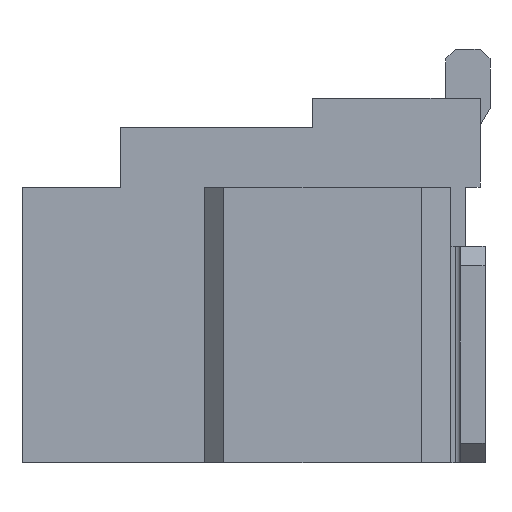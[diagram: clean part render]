
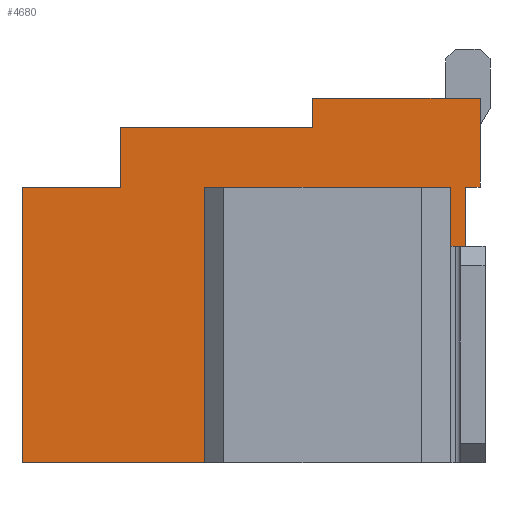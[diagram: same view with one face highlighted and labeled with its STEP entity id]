
A CAD part, left-side view. The second image highlights one B-rep face of the part: STEP entity #4680.
In plain terms, the highlighted planar face has unit normal (-1, 0, 0).
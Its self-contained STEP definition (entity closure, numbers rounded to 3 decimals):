
#37=DIRECTION('',(0.,1.,0.));
#38=VECTOR('',#37,1.7);
#39=CARTESIAN_POINT('',(-3.375,-3.675,2.1));
#40=LINE('',#39,#38);
#593=DIRECTION('',(0.,0.,1.));
#594=VECTOR('',#593,2.8);
#595=CARTESIAN_POINT('',(-3.375,0.975,-1.6));
#596=LINE('',#595,#594);
#941=DIRECTION('',(0.,-1.,0.));
#942=VECTOR('',#941,1.);
#943=CARTESIAN_POINT('',(-3.375,0.975,1.2));
#944=LINE('',#943,#942);
#945=DIRECTION('',(0.,0.,1.));
#946=VECTOR('',#945,0.6);
#947=CARTESIAN_POINT('',(-3.375,-0.025,1.2));
#948=LINE('',#947,#946);
#949=DIRECTION('',(0.,-1.,0.));
#950=VECTOR('',#949,1.95);
#951=CARTESIAN_POINT('',(-3.375,-0.025,1.8));
#952=LINE('',#951,#950);
#953=DIRECTION('',(0.,0.,-1.));
#954=VECTOR('',#953,0.3);
#955=CARTESIAN_POINT('',(-3.375,-1.975,2.1));
#956=LINE('',#955,#954);
#957=DIRECTION('',(0.,1.,0.));
#958=VECTOR('',#957,0.15);
#959=CARTESIAN_POINT('',(-3.375,-3.675,1.2));
#960=LINE('',#959,#958);
#961=DIRECTION('',(0.,0.,1.));
#962=VECTOR('',#961,2.1);
#963=CARTESIAN_POINT('',(-3.375,-3.525,-0.9));
#964=LINE('',#963,#962);
#965=DIRECTION('',(0.,1.,0.));
#966=VECTOR('',#965,0.15);
#967=CARTESIAN_POINT('',(-3.375,-3.675,-0.9));
#968=LINE('',#967,#966);
#969=DIRECTION('',(0.,1.,0.));
#970=VECTOR('',#969,0.3);
#971=CARTESIAN_POINT('',(-3.375,-3.675,-1.6));
#972=LINE('',#971,#970);
#973=DIRECTION('',(0.,0.,1.));
#974=VECTOR('',#973,2.8);
#975=CARTESIAN_POINT('',(-3.375,-3.375,-1.6));
#976=LINE('',#975,#974);
#977=DIRECTION('',(0.,-1.,0.));
#978=VECTOR('',#977,2.5);
#979=CARTESIAN_POINT('',(-3.375,-0.875,1.2));
#980=LINE('',#979,#978);
#981=DIRECTION('',(0.,0.,1.));
#982=VECTOR('',#981,2.8);
#983=CARTESIAN_POINT('',(-3.375,-0.875,-1.6));
#984=LINE('',#983,#982);
#985=DIRECTION('',(0.,1.,0.));
#986=VECTOR('',#985,1.85);
#987=CARTESIAN_POINT('',(-3.375,-0.875,-1.6));
#988=LINE('',#987,#986);
#1033=DIRECTION('',(0.,0.,1.));
#1034=VECTOR('',#1033,0.9);
#1035=CARTESIAN_POINT('',(-3.375,-3.675,1.2));
#1036=LINE('',#1035,#1034);
#1073=DIRECTION('',(0.,0.,1.));
#1074=VECTOR('',#1073,0.7);
#1075=CARTESIAN_POINT('',(-3.375,-3.675,-1.6));
#1076=LINE('',#1075,#1074);
#2735=CARTESIAN_POINT('',(-3.375,-0.875,1.2));
#2736=CARTESIAN_POINT('',(-3.375,-3.375,1.2));
#2737=VERTEX_POINT('',#2735);
#2738=VERTEX_POINT('',#2736);
#2739=CARTESIAN_POINT('',(-3.375,-0.875,-1.6));
#2740=VERTEX_POINT('',#2739);
#2747=CARTESIAN_POINT('',(-3.375,0.975,-1.6));
#2748=VERTEX_POINT('',#2747);
#2767=CARTESIAN_POINT('',(-3.375,-3.675,2.1));
#2768=VERTEX_POINT('',#2767);
#2773=CARTESIAN_POINT('',(-3.375,-3.675,-1.6));
#2774=VERTEX_POINT('',#2773);
#2791=CARTESIAN_POINT('',(-3.375,-1.975,2.1));
#2792=CARTESIAN_POINT('',(-3.375,-1.975,1.8));
#2793=VERTEX_POINT('',#2791);
#2794=VERTEX_POINT('',#2792);
#2800=CARTESIAN_POINT('',(-3.375,-0.025,1.8));
#2802=VERTEX_POINT('',#2800);
#2937=CARTESIAN_POINT('',(-3.375,0.975,1.2));
#2938=CARTESIAN_POINT('',(-3.375,-0.025,1.2));
#2939=VERTEX_POINT('',#2937);
#2940=VERTEX_POINT('',#2938);
#3223=CARTESIAN_POINT('',(-3.375,-3.375,-1.6));
#3224=VERTEX_POINT('',#3223);
#3531=CARTESIAN_POINT('',(-3.375,-3.675,1.2));
#3533=VERTEX_POINT('',#3531);
#3539=CARTESIAN_POINT('',(-3.375,-3.675,-0.9));
#3541=VERTEX_POINT('',#3539);
#3547=CARTESIAN_POINT('',(-3.375,-3.525,1.2));
#3548=VERTEX_POINT('',#3547);
#3549=CARTESIAN_POINT('',(-3.375,-3.525,-0.9));
#3550=VERTEX_POINT('',#3549);
#4647=CARTESIAN_POINT('',(-3.375,-3.675,-1.6));
#4648=DIRECTION('',(-1.,0.,0.));
#4649=DIRECTION('',(0.,0.,1.));
#4650=AXIS2_PLACEMENT_3D('',#4647,#4648,#4649);
#4651=PLANE('',#4650);
#4652=ORIENTED_EDGE('',*,*,#4275,.T.);
#4654=ORIENTED_EDGE('',*,*,#4653,.T.);
#4656=ORIENTED_EDGE('',*,*,#4655,.T.);
#4657=ORIENTED_EDGE('',*,*,#4390,.F.);
#4658=ORIENTED_EDGE('',*,*,#3617,.F.);
#4660=ORIENTED_EDGE('',*,*,#4659,.F.);
#4662=ORIENTED_EDGE('',*,*,#4661,.T.);
#4664=ORIENTED_EDGE('',*,*,#4663,.F.);
#4666=ORIENTED_EDGE('',*,*,#4665,.F.);
#4668=ORIENTED_EDGE('',*,*,#4667,.F.);
#4669=ORIENTED_EDGE('',*,*,#3829,.T.);
#4671=ORIENTED_EDGE('',*,*,#4670,.T.);
#4673=ORIENTED_EDGE('',*,*,#4672,.F.);
#4675=ORIENTED_EDGE('',*,*,#4674,.F.);
#4676=ORIENTED_EDGE('',*,*,#3807,.T.);
#4677=ORIENTED_EDGE('',*,*,#4208,.T.);
#4678=EDGE_LOOP('',(#4652,#4654,#4656,#4657,#4658,#4660,#4662,#4664,#4666,#4668,
#4669,#4671,#4673,#4675,#4676,#4677));
#4679=FACE_OUTER_BOUND('',#4678,.F.);
#4680=ADVANCED_FACE('',(#4679),#4651,.T.);
#3617=EDGE_CURVE('',#2768,#2793,#40,.T.);
#3807=EDGE_CURVE('',#2740,#2748,#988,.T.);
#3829=EDGE_CURVE('',#2774,#3224,#972,.T.);
#4208=EDGE_CURVE('',#2748,#2939,#596,.T.);
#4275=EDGE_CURVE('',#2939,#2940,#944,.T.);
#4390=EDGE_CURVE('',#2793,#2794,#956,.T.);
#4653=EDGE_CURVE('',#2940,#2802,#948,.T.);
#4655=EDGE_CURVE('',#2802,#2794,#952,.T.);
#4659=EDGE_CURVE('',#3533,#2768,#1036,.T.);
#4661=EDGE_CURVE('',#3533,#3548,#960,.T.);
#4663=EDGE_CURVE('',#3550,#3548,#964,.T.);
#4665=EDGE_CURVE('',#3541,#3550,#968,.T.);
#4667=EDGE_CURVE('',#2774,#3541,#1076,.T.);
#4670=EDGE_CURVE('',#3224,#2738,#976,.T.);
#4672=EDGE_CURVE('',#2737,#2738,#980,.T.);
#4674=EDGE_CURVE('',#2740,#2737,#984,.T.);
